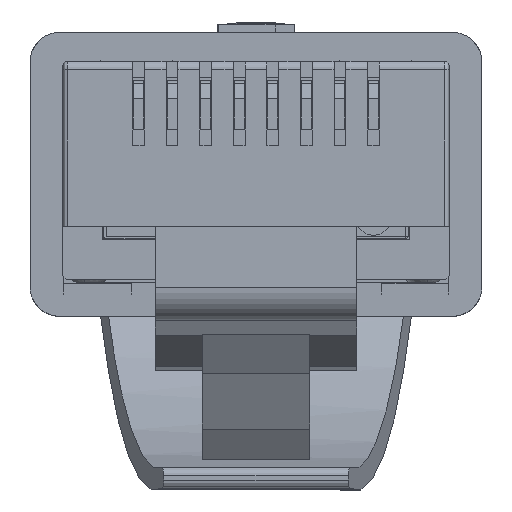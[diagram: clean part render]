
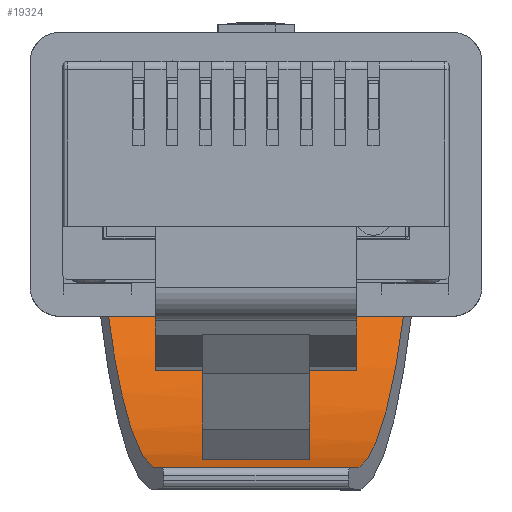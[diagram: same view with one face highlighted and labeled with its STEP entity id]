
A CAD part, left-side view. The second image highlights one B-rep face of the part: STEP entity #19324.
In plain terms, the highlighted cylindrical face has radius 12.7 mm (diameter 25.4 mm), a partial arc.
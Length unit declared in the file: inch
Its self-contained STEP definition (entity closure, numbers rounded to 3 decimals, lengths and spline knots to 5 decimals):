
#12 = EDGE_CURVE ( 'NONE', #11538, #5153, #5392, .T. ) ;
#186 = ORIENTED_EDGE ( 'NONE', *, *, #21683, .F. ) ;
#212 = VERTEX_POINT ( 'NONE', #16495 ) ;
#606 = DIRECTION ( 'NONE',  ( 0., 0., 1. ) ) ;
#1859 = EDGE_CURVE ( 'NONE', #13387, #212, #11732, .T. ) ;
#3249 =( BOUNDED_CURVE ( )  B_SPLINE_CURVE ( 3, ( #3682, #9080, #21753, #10924 ),
 .UNSPECIFIED., .F., .T. ) 
 B_SPLINE_CURVE_WITH_KNOTS ( ( 4, 4 ),
 ( 0.68888, 1.47683 ),
 .UNSPECIFIED. ) 
 CURVE ( )  GEOMETRIC_REPRESENTATION_ITEM ( )  RATIONAL_B_SPLINE_CURVE ( ( 1., 0.949, 0.949, 1. ) ) 
 REPRESENTATION_ITEM ( '' )  );
#3682 = CARTESIAN_POINT ( 'NONE',  ( -0.17563, 0.169, 0.06 ) ) ;
#5153 = VERTEX_POINT ( 'NONE', #15194 ) ;
#5392 = LINE ( 'NONE', #19518, #7094 ) ;
#5652 = CARTESIAN_POINT ( 'NONE',  ( 0.185, -0.14884, 0.44598 ) ) ;
#7094 = VECTOR ( 'NONE', #10564, 39.37008 ) ;
#8270 = ORIENTED_EDGE ( 'NONE', *, *, #13066, .F. ) ;
#8737 = AXIS2_PLACEMENT_3D ( 'NONE', #5652, #18348, #606 ) ;
#9080 = CARTESIAN_POINT ( 'NONE',  ( -0.16223, 0.27309, 0.14571 ) ) ;
#9981 = EDGE_LOOP ( 'NONE', ( #8270, #16993, #186, #17443 ) ) ;
#10564 = DIRECTION ( 'NONE',  ( -1., 0., 0. ) ) ;
#10924 = CARTESIAN_POINT ( 'NONE',  ( -0.12265, 0.34896, 0.39906 ) ) ;
#11290 = FACE_OUTER_BOUND ( 'NONE', #9981, .T. ) ;
#11538 = VERTEX_POINT ( 'NONE', #19576 ) ;
#11732 = LINE ( 'NONE', #16952, #18528 ) ;
#13055 = DIRECTION ( 'NONE',  ( -1., 0., 0. ) ) ;
#13066 = EDGE_CURVE ( 'NONE', #5153, #212, #3249, .T. ) ;
#13387 = VERTEX_POINT ( 'NONE', #13676 ) ;
#13676 = CARTESIAN_POINT ( 'NONE',  ( 0.12265, 0.34896, 0.39906 ) ) ;
#15194 = CARTESIAN_POINT ( 'NONE',  ( -0.17563, 0.169, 0.06 ) ) ;
#15421 = CARTESIAN_POINT ( 'NONE',  ( 0.12265, 0.34896, 0.39906 ) ) ;
#16495 = CARTESIAN_POINT ( 'NONE',  ( -0.12265, 0.34896, 0.39906 ) ) ;
#16952 = CARTESIAN_POINT ( 'NONE',  ( 0.185, 0.34896, 0.39906 ) ) ;
#16993 = ORIENTED_EDGE ( 'NONE', *, *, #12, .F. ) ;
#17250 = CARTESIAN_POINT ( 'NONE',  ( 0.16223, 0.27309, 0.14571 ) ) ;
#17443 = ORIENTED_EDGE ( 'NONE', *, *, #1859, .T. ) ;
#17632 =( BOUNDED_CURVE ( )  B_SPLINE_CURVE ( 3, ( #15421, #22699, #17250, #19073 ),
 .UNSPECIFIED., .F., .F. ) 
 B_SPLINE_CURVE_WITH_KNOTS ( ( 4, 4 ),
 ( 1.66477, 2.45271 ),
 .UNSPECIFIED. ) 
 CURVE ( )  GEOMETRIC_REPRESENTATION_ITEM ( )  RATIONAL_B_SPLINE_CURVE ( ( 1., 0.949, 0.949, 1. ) ) 
 REPRESENTATION_ITEM ( '' )  );
#18348 = DIRECTION ( 'NONE',  ( -1., 0., 0. ) ) ;
#18528 = VECTOR ( 'NONE', #13055, 39.37008 ) ;
#18935 = CYLINDRICAL_SURFACE ( 'NONE', #8737, 0.5 ) ;
#19073 = CARTESIAN_POINT ( 'NONE',  ( 0.17562, 0.169, 0.06 ) ) ;
#19324 = ADVANCED_FACE ( 'NONE', ( #11290 ), #18935, .F. ) ;
#19518 = CARTESIAN_POINT ( 'NONE',  ( 0.185, 0.169, 0.06 ) ) ;
#19576 = CARTESIAN_POINT ( 'NONE',  ( 0.17562, 0.169, 0.06 ) ) ;
#21683 = EDGE_CURVE ( 'NONE', #13387, #11538, #17632, .T. ) ;
#21753 = CARTESIAN_POINT ( 'NONE',  ( -0.14362, 0.3363, 0.26482 ) ) ;
#22699 = CARTESIAN_POINT ( 'NONE',  ( 0.14362, 0.3363, 0.26482 ) ) ;
